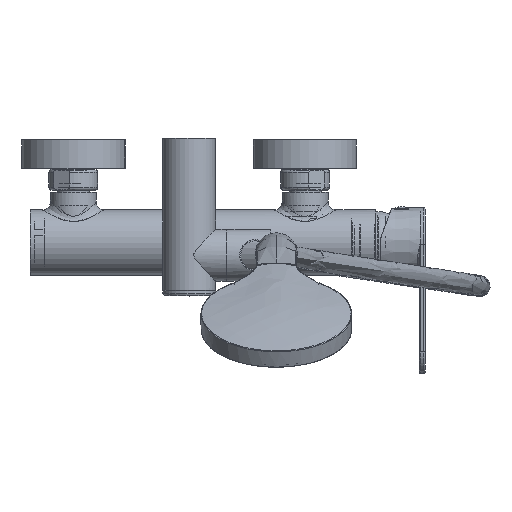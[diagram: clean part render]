
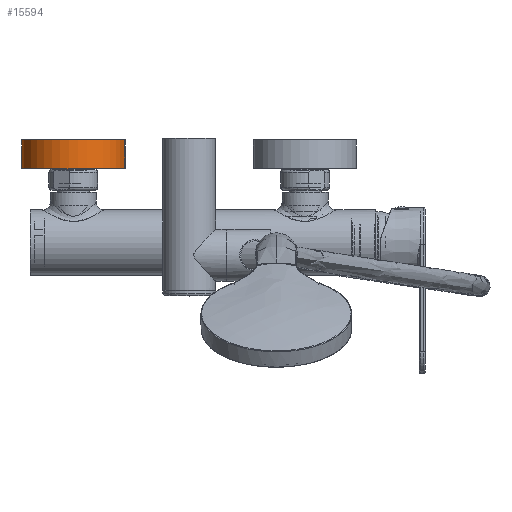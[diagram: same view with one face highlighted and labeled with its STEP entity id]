
A CAD part, top view. The second image highlights one B-rep face of the part: STEP entity #15594.
In plain terms, the highlighted cylindrical face has radius 33.25 mm (diameter 66.5 mm), a full revolution.
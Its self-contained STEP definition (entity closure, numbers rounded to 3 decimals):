
#3885 = ORIENTED_EDGE ( 'NONE', *, *, #23308, .T. ) ;
#4710 = DIRECTION ( 'NONE',  ( 0., 1., 0. ) ) ;
#4839 = CARTESIAN_POINT ( 'NONE',  ( -74.401, 66.066, 1.102 ) ) ;
#4916 = DIRECTION ( 'NONE',  ( 0.089, 0., 0.996 ) ) ;
#6461 = CARTESIAN_POINT ( 'NONE',  ( -71.435, 47.466, 34.22 ) ) ;
#8361 = VERTEX_POINT ( 'NONE', #9145 ) ;
#8947 = FACE_OUTER_BOUND ( 'NONE', #22208, .T. ) ;
#9145 = CARTESIAN_POINT ( 'NONE',  ( -71.435, 66.066, 34.22 ) ) ;
#9425 = DIRECTION ( 'NONE',  ( 0.089, 0., 0.996 ) ) ;
#11103 = CYLINDRICAL_SURFACE ( 'NONE', #23398, 33.25 ) ;
#13679 = CIRCLE ( 'NONE', #22910, 33.25 ) ;
#14338 = FACE_OUTER_BOUND ( 'NONE', #16977, .T. ) ;
#15145 = AXIS2_PLACEMENT_3D ( 'NONE', #4839, #20357, #9425 ) ;
#15594 = ADVANCED_FACE ( 'NONE', ( #8947, #14338 ), #11103, .T. ) ;
#16977 = EDGE_LOOP ( 'NONE', ( #3885 ) ) ;
#17381 = CARTESIAN_POINT ( 'NONE',  ( -74.401, 46.536, 1.102 ) ) ;
#17469 = DIRECTION ( 'NONE',  ( 0.089, 0., 0.996 ) ) ;
#18249 = CARTESIAN_POINT ( 'NONE',  ( -74.401, 47.466, 1.102 ) ) ;
#18947 = ORIENTED_EDGE ( 'NONE', *, *, #27896, .T. ) ;
#20103 = CIRCLE ( 'NONE', #15145, 33.25 ) ;
#20357 = DIRECTION ( 'NONE',  ( 0., -1., 0. ) ) ;
#21978 = VERTEX_POINT ( 'NONE', #6461 ) ;
#22208 = EDGE_LOOP ( 'NONE', ( #18947 ) ) ;
#22910 = AXIS2_PLACEMENT_3D ( 'NONE', #18249, #4710, #4916 ) ;
#23308 = EDGE_CURVE ( 'NONE', #21978, #21978, #13679, .T. ) ;
#23398 = AXIS2_PLACEMENT_3D ( 'NONE', #17381, #28839, #17469 ) ;
#27896 = EDGE_CURVE ( 'NONE', #8361, #8361, #20103, .T. ) ;
#28839 = DIRECTION ( 'NONE',  ( 0., 1., 0. ) ) ;
